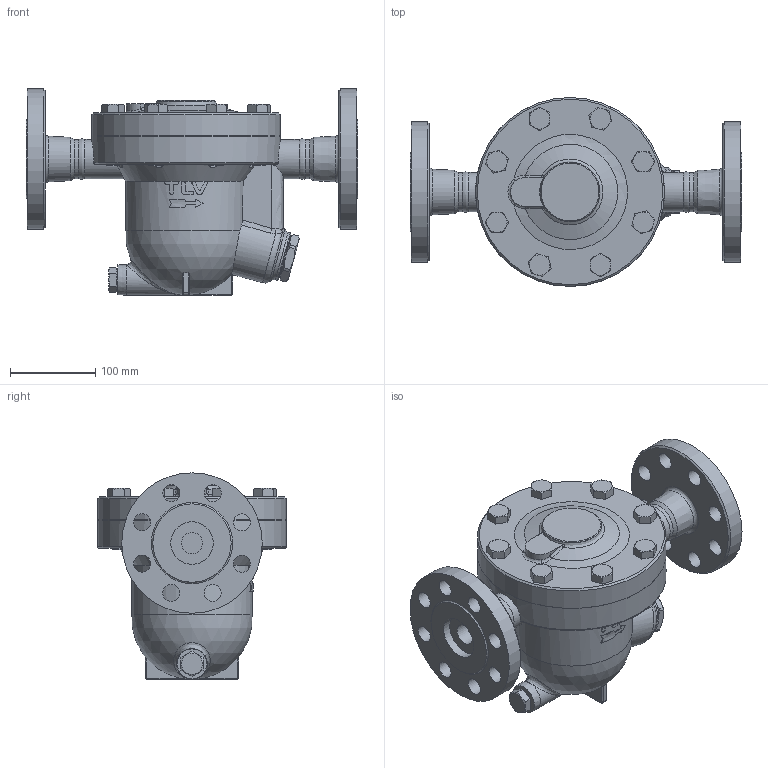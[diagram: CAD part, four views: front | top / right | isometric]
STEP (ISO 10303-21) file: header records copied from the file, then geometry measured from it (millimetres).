
FILE_DESCRIPTION((''),'2;1');
FILE_NAME('jh7gr-050-a0300-00.stp','2011-01-28T15:28:53',('nakaot'),(''),'Autodesk Inventor 2008','Autodesk Inventor 2008','');
FILE_SCHEMA(('AUTOMOTIVE_DESIGN { 1 0 10303 214 1 1 1 1 }'));
Length unit declared in the file: millimetre
Products named in the file (1): jh7gr-050-a0300-00
Bounding box: 390 x 222 x 242.5 mm (x, y, z)
Volume: 5963772.5 mm3; surface area: 379837.1 mm2
Topology: 1 solids, 1 shells, 383 faces, 954 edges, 597 vertices
Faces by surface type: plane 137, cylinder 85, cone 72, bspline 69, sphere 10, torus 10
Full cylindrical faces by diameter (mm): 16 x16, 20 x8, 21 x1, 25 x1, 36 x1, 46 x3, 49.5 x1, 50 x1, 58 x1, 70 x1, 165 x1, 222 x2
Entity records: 14790 total; most frequent: CARTESIAN_POINT 6796, ORIENTED_EDGE 1658, DIRECTION 1544, EDGE_CURVE 829, AXIS2_PLACEMENT_3D 669, VERTEX_POINT 558, EDGE_LOOP 541, FACE_OUTER_BOUND 383
